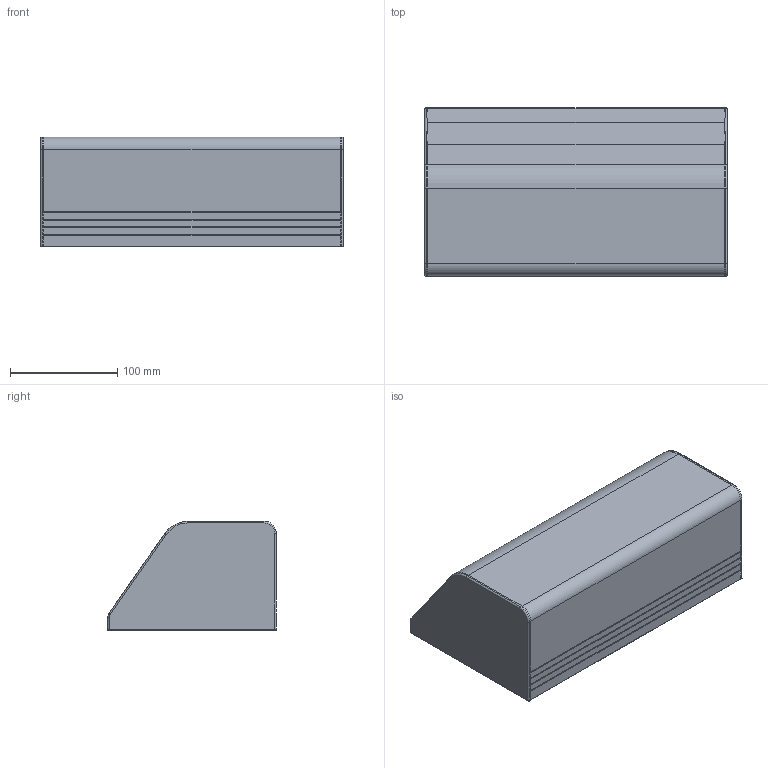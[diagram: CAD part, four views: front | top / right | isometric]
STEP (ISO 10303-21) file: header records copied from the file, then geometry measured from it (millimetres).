
FILE_DESCRIPTION (( 'STEP AP214' ), '1' );
FILE_NAME ('EF550C.step', '2021-07-29T14:15:14', ( '' ), ( '' ), 'SwSTEP 2.0', 'SolidWorks 2020', '' );
FILE_SCHEMA (( 'AUTOMOTIVE_DESIGN' ));
Length unit declared in the file: millimetre
Products named in the file (6): FP0020-WASHER M5 VELMAG COVER-1; EF550C; DIN7500 C- M4 x 10 - Z --- 10S-1; DIN7500 C - M4 x 6 - Z --- 6S-1; Group1; DIN7500 C - M4 x 6 - Z --- 6S-2
Assembly tree (5 placements, depth 2):
  EF550C
    Group1
    DIN7500 C - M4 x 6 - Z --- 6S-2
    FP0020-WASHER M5 VELMAG COVER-1
    DIN7500 C- M4 x 10 - Z --- 10S-1
    DIN7500 C - M4 x 6 - Z --- 6S-1
Bounding box: 282 x 157 x 102 mm (x, y, z)
Volume: 381316.1 mm3; surface area: 297434.4 mm2
Topology: 5 solids, 5 shells, 699 faces, 1831 edges, 1089 vertices
Faces by surface type: plane 329, cylinder 172, cone 158, torus 34, sphere 6
Entity records: 24503 total; most frequent: CARTESIAN_POINT 4117, DIRECTION 3877, ORIENTED_EDGE 3650, EDGE_CURVE 1825, AXIS2_PLACEMENT_3D 1401, VERTEX_POINT 1089, VECTOR 1075, LINE 1075
